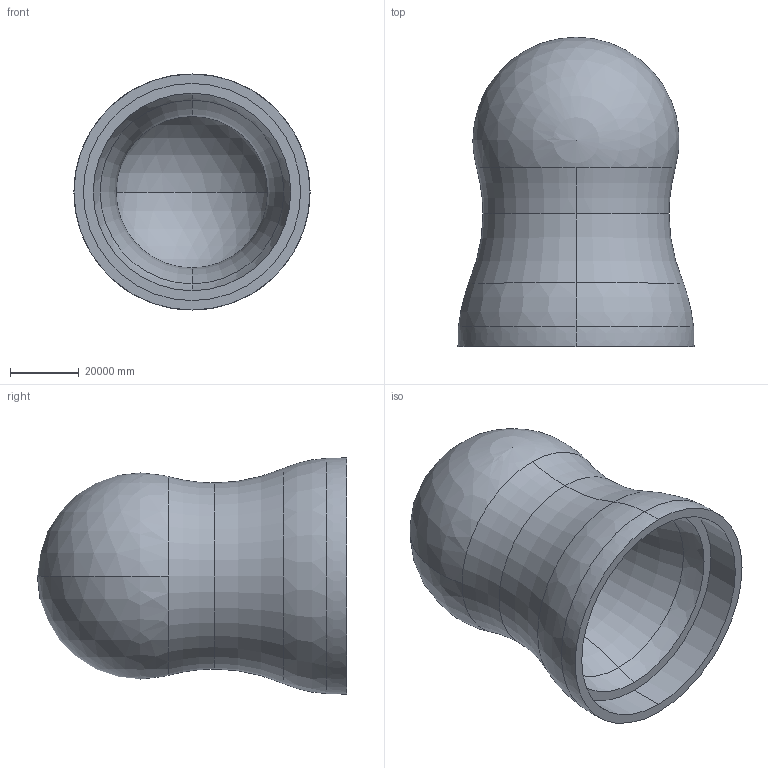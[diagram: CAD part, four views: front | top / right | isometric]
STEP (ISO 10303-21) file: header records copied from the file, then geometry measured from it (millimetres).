
FILE_DESCRIPTION (( 'STEP AP214' ), '1' );
FILE_NAME ('鏝鋋瘔.STEP', '2019-01-17T08:53:16', ( '' ), ( '' ), 'SwSTEP 2.0', 'SolidWorks 2018', '' );
FILE_SCHEMA (( 'AUTOMOTIVE_DESIGN' ));
Length unit declared in the file: metre
Products named in the file (1): 鏝鋋瘔
Bounding box: 68688.81 x 90000 x 68688.81 mm (x, y, z)
Volume: 72068828632923.5 mm3; surface area: 31980327351.9 mm2
Topology: 1 solids, 1 shells, 22 faces, 56 edges, 34 vertices
Faces by surface type: torus 14, sphere 4, plane 2, cylinder 2
Entity records: 644 total; most frequent: DIRECTION 136, CARTESIAN_POINT 97, ORIENTED_EDGE 92, AXIS2_PLACEMENT_3D 67, EDGE_CURVE 46, CIRCLE 44, VERTEX_POINT 28, EDGE_LOOP 24
